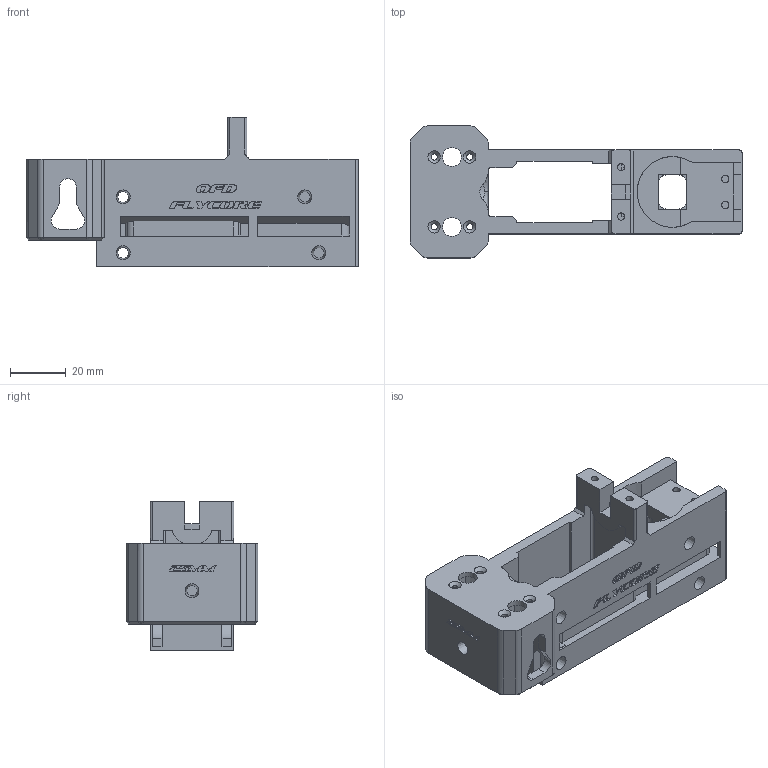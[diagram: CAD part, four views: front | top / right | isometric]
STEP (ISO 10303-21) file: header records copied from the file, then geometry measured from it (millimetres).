
FILE_DESCRIPTION(/* description */ (''),/* implementation_level */ '2;1');
FILE_NAME(/* name */ 'OFD_FLYCORE_STRAIGHT_TRACEUR_25MM_V1.step',/* time_stamp */ '2024-01-22T20:08:54-05:00',/* author */ (''),/* organization */ (''),/* preprocessor_version */ 'ST-DEVELOPER v20',/* originating_system */ 'Autodesk Translation Framework v12.14.0.127',/* authorisation */ '');
FILE_SCHEMA (('AUTOMOTIVE_DESIGN { 1 0 10303 214 3 1 1 }'));
Length unit declared in the file: millimetre
Products named in the file (1): OFD_FLYCORE_STRAIGHT_FTW_23.5MM_V1
Bounding box: 118.75 x 47.2 x 53.5 mm (x, y, z)
Volume: 67902.2 mm3; surface area: 32740.4 mm2
Topology: 1 solids, 1 shells, 744 faces, 2089 edges, 1372 vertices
Faces by surface type: plane 409, bspline 238, cylinder 66, cone 31
Full cylindrical faces by diameter (mm): 2.2 x4, 2.5 x2, 2.6 x4, 5.5 x2, 6 x1, 6.75 x2
Entity records: 31311 total; most frequent: CARTESIAN_POINT 13513, ORIENTED_EDGE 4178, DIRECTION 2803, EDGE_CURVE 2089, LINE 1411, VECTOR 1411, VERTEX_POINT 1372, EDGE_LOOP 817
